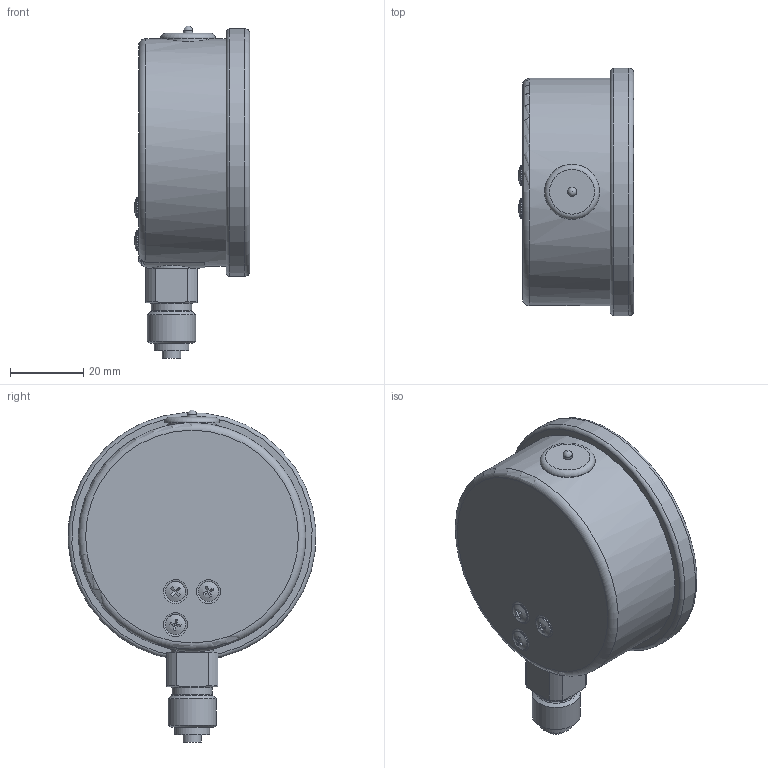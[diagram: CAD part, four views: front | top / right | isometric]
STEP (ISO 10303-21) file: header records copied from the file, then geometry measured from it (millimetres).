
FILE_DESCRIPTION(/* description */ (''),/* implementation_level */ '2;1');
FILE_NAME(/* name */ 'RF63Gly_D701_851XX701.stp',/* time_stamp */ '2018-01-18T15:34:37+01:00',/* author */ ('acgl'),/* organization */ (''),/* preprocessor_version */ 'ST-DEVELOPER v15.6',/* originating_system */ 'Autodesk Inventor 2015',/* authorisation */ '');
FILE_SCHEMA (('AUTOMOTIVE_DESIGN { 1 0 10303 214 3 1 1 }'));
Length unit declared in the file: centimetre
Products named in the file (1): RF63Gly_D701_851XX701
Bounding box: 31.44 x 67.46 x 90.5 mm (x, y, z)
Volume: 98576 mm3; surface area: 14285.7 mm2
Topology: 1 solids, 1 shells, 106 faces, 232 edges, 139 vertices
Faces by surface type: plane 60, cylinder 23, torus 10, cone 9, sphere 4
Full cylindrical faces by diameter (mm): 2.5 x1, 5 x4, 5.5 x3, 9.5 x1, 11 x1, 13.16 x1, 15 x1, 62 x1, 67.6 x1
Entity records: 2892 total; most frequent: CARTESIAN_POINT 549, DIRECTION 479, ORIENTED_EDGE 380, AXIS2_PLACEMENT_3D 205, EDGE_CURVE 186, EDGE_LOOP 149, VERTEX_POINT 125, STYLED_ITEM 107
